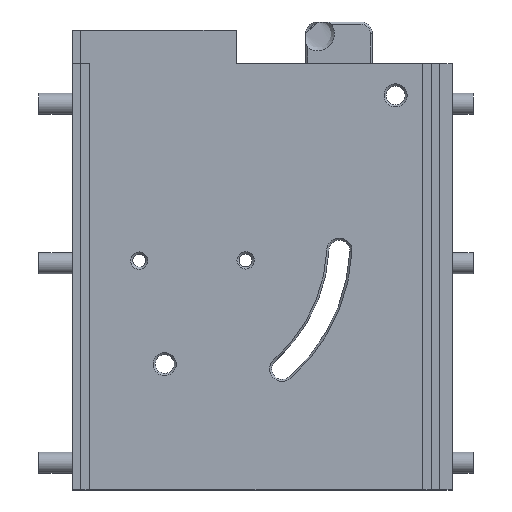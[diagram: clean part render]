
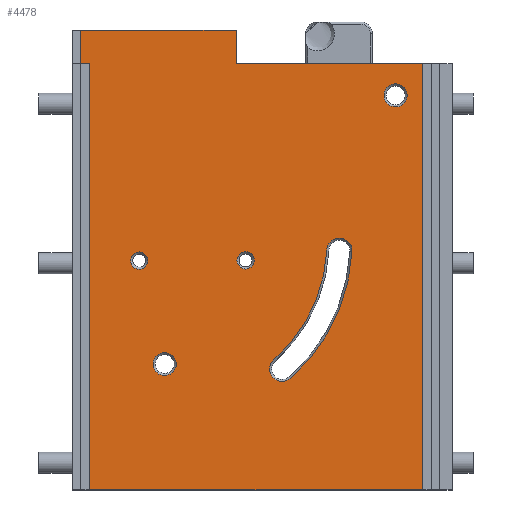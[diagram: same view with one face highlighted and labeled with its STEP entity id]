
A CAD part, top view. The second image highlights one B-rep face of the part: STEP entity #4478.
In plain terms, the highlighted planar face has unit normal (0, 0, 1).
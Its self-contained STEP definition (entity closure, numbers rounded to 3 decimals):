
#133=FACE_BOUND('',#760,.T.);
#134=FACE_BOUND('',#761,.T.);
#135=FACE_BOUND('',#762,.T.);
#136=FACE_BOUND('',#763,.T.);
#137=FACE_BOUND('',#764,.T.);
#225=CIRCLE('',#4811,2.75);
#228=CIRCLE('',#4815,2.05);
#229=CIRCLE('',#4816,2.75);
#230=CIRCLE('',#4817,37.);
#231=CIRCLE('',#4818,3.);
#232=CIRCLE('',#4819,43.);
#233=CIRCLE('',#4820,3.);
#234=CIRCLE('',#4821,2.05);
#474=FACE_OUTER_BOUND('',#759,.T.);
#759=EDGE_LOOP('',(#3354,#3355,#3356,#3357,#3358,#3359,#3360,#3361));
#760=EDGE_LOOP('',(#3362));
#761=EDGE_LOOP('',(#3363));
#762=EDGE_LOOP('',(#3364,#3365,#3366,#3367));
#763=EDGE_LOOP('',(#3368));
#764=EDGE_LOOP('',(#3369));
#1132=LINE('',#6849,#1590);
#1142=LINE('',#6875,#1600);
#1143=LINE('',#6877,#1601);
#1144=LINE('',#6879,#1602);
#1145=LINE('',#6881,#1603);
#1146=LINE('',#6883,#1604);
#1147=LINE('',#6885,#1605);
#1148=LINE('',#6886,#1606);
#1590=VECTOR('',#5509,10.);
#1600=VECTOR('',#5535,10.);
#1601=VECTOR('',#5536,10.);
#1602=VECTOR('',#5537,10.);
#1603=VECTOR('',#5538,10.);
#1604=VECTOR('',#5539,10.);
#1605=VECTOR('',#5540,10.);
#1606=VECTOR('',#5541,10.);
#2030=VERTEX_POINT('',#6846);
#2031=VERTEX_POINT('',#6848);
#2036=VERTEX_POINT('',#6866);
#2039=VERTEX_POINT('',#6874);
#2040=VERTEX_POINT('',#6876);
#2041=VERTEX_POINT('',#6878);
#2042=VERTEX_POINT('',#6880);
#2043=VERTEX_POINT('',#6882);
#2044=VERTEX_POINT('',#6884);
#2045=VERTEX_POINT('',#6887);
#2046=VERTEX_POINT('',#6889);
#2047=VERTEX_POINT('',#6891);
#2048=VERTEX_POINT('',#6892);
#2049=VERTEX_POINT('',#6894);
#2050=VERTEX_POINT('',#6896);
#2051=VERTEX_POINT('',#6899);
#2505=EDGE_CURVE('',#2031,#2030,#1132,.T.);
#2514=EDGE_CURVE('',#2036,#2036,#225,.T.);
#2518=EDGE_CURVE('',#2039,#2031,#1142,.T.);
#2519=EDGE_CURVE('',#2030,#2040,#1143,.T.);
#2520=EDGE_CURVE('',#2040,#2041,#1144,.T.);
#2521=EDGE_CURVE('',#2041,#2042,#1145,.T.);
#2522=EDGE_CURVE('',#2043,#2042,#1146,.T.);
#2523=EDGE_CURVE('',#2044,#2043,#1147,.T.);
#2524=EDGE_CURVE('',#2044,#2039,#1148,.T.);
#2525=EDGE_CURVE('',#2045,#2045,#228,.T.);
#2526=EDGE_CURVE('',#2046,#2046,#229,.T.);
#2527=EDGE_CURVE('',#2047,#2048,#230,.T.);
#2528=EDGE_CURVE('',#2049,#2047,#231,.T.);
#2529=EDGE_CURVE('',#2050,#2049,#232,.T.);
#2530=EDGE_CURVE('',#2048,#2050,#233,.T.);
#2531=EDGE_CURVE('',#2051,#2051,#234,.T.);
#3354=ORIENTED_EDGE('',*,*,#2518,.T.);
#3355=ORIENTED_EDGE('',*,*,#2505,.T.);
#3356=ORIENTED_EDGE('',*,*,#2519,.T.);
#3357=ORIENTED_EDGE('',*,*,#2520,.T.);
#3358=ORIENTED_EDGE('',*,*,#2521,.T.);
#3359=ORIENTED_EDGE('',*,*,#2522,.F.);
#3360=ORIENTED_EDGE('',*,*,#2523,.F.);
#3361=ORIENTED_EDGE('',*,*,#2524,.T.);
#3362=ORIENTED_EDGE('',*,*,#2525,.F.);
#3363=ORIENTED_EDGE('',*,*,#2526,.F.);
#3364=ORIENTED_EDGE('',*,*,#2527,.F.);
#3365=ORIENTED_EDGE('',*,*,#2528,.F.);
#3366=ORIENTED_EDGE('',*,*,#2529,.F.);
#3367=ORIENTED_EDGE('',*,*,#2530,.F.);
#3368=ORIENTED_EDGE('',*,*,#2531,.F.);
#3369=ORIENTED_EDGE('',*,*,#2514,.F.);
#4294=PLANE('',#4814);
#4478=ADVANCED_FACE('',(#474,#133,#134,#135,#136,#137),#4294,.T.);
#4811=AXIS2_PLACEMENT_3D('',#6867,#5526,#5527);
#4814=AXIS2_PLACEMENT_3D('',#6873,#5533,#5534);
#4815=AXIS2_PLACEMENT_3D('',#6888,#5542,#5543);
#4816=AXIS2_PLACEMENT_3D('',#6890,#5544,#5545);
#4817=AXIS2_PLACEMENT_3D('',#6893,#5546,#5547);
#4818=AXIS2_PLACEMENT_3D('',#6895,#5548,#5549);
#4819=AXIS2_PLACEMENT_3D('',#6897,#5550,#5551);
#4820=AXIS2_PLACEMENT_3D('',#6898,#5552,#5553);
#4821=AXIS2_PLACEMENT_3D('',#6900,#5554,#5555);
#5509=DIRECTION('',(1.,0.,0.));
#5526=DIRECTION('center_axis',(0.,0.,1.));
#5527=DIRECTION('ref_axis',(-1.,0.,0.));
#5533=DIRECTION('center_axis',(0.,0.,1.));
#5534=DIRECTION('ref_axis',(1.,0.,0.));
#5535=DIRECTION('',(0.,-1.,0.));
#5536=DIRECTION('',(0.,1.,0.));
#5537=DIRECTION('',(-1.,0.,0.));
#5538=DIRECTION('',(0.,1.,0.));
#5539=DIRECTION('',(1.,0.,0.));
#5540=DIRECTION('',(0.,1.,0.));
#5541=DIRECTION('',(1.,0.,0.));
#5542=DIRECTION('center_axis',(0.,0.,1.));
#5543=DIRECTION('ref_axis',(-1.,0.,0.));
#5544=DIRECTION('center_axis',(0.,0.,1.));
#5545=DIRECTION('ref_axis',(-1.,0.,0.));
#5546=DIRECTION('center_axis',(0.,0.,-1.));
#5547=DIRECTION('ref_axis',(0.658,-0.753,0.));
#5548=DIRECTION('center_axis',(0.,0.,1.));
#5549=DIRECTION('ref_axis',(0.999,-0.049,0.));
#5550=DIRECTION('center_axis',(0.,0.,1.));
#5551=DIRECTION('ref_axis',(0.658,-0.753,0.));
#5552=DIRECTION('center_axis',(0.,0.,1.));
#5553=DIRECTION('ref_axis',(-0.658,0.753,0.));
#5554=DIRECTION('center_axis',(0.,0.,1.));
#5555=DIRECTION('ref_axis',(-1.,0.,0.));
#6846=CARTESIAN_POINT('',(203.4,0.,7.));
#6848=CARTESIAN_POINT('',(124.1,0.,7.));
#6849=CARTESIAN_POINT('',(122.,0.,7.));
#6866=CARTESIAN_POINT('',(144.75,30.,7.));
#6867=CARTESIAN_POINT('Origin',(142.,30.,7.));
#6873=CARTESIAN_POINT('Origin',(163.75,50.75,7.));
#6874=CARTESIAN_POINT('',(124.1,101.6,7.));
#6875=CARTESIAN_POINT('',(124.1,50.75,7.));
#6876=CARTESIAN_POINT('',(203.4,101.5,7.));
#6877=CARTESIAN_POINT('',(203.4,25.375,7.));
#6878=CARTESIAN_POINT('',(159.,101.5,7.));
#6879=CARTESIAN_POINT('',(205.5,101.5,7.));
#6880=CARTESIAN_POINT('',(159.,109.5,7.));
#6881=CARTESIAN_POINT('',(159.,101.5,7.));
#6882=CARTESIAN_POINT('',(122.,109.5,7.));
#6883=CARTESIAN_POINT('',(122.,109.5,7.));
#6884=CARTESIAN_POINT('',(122.,101.6,7.));
#6885=CARTESIAN_POINT('',(122.,101.5,7.));
#6886=CARTESIAN_POINT('',(143.875,101.6,7.));
#6887=CARTESIAN_POINT('',(137.98,54.643,7.));
#6888=CARTESIAN_POINT('Origin',(135.93,54.643,7.));
#6889=CARTESIAN_POINT('',(199.75,94.,7.));
#6890=CARTESIAN_POINT('Origin',(197.,94.,7.));
#6891=CARTESIAN_POINT('',(180.628,57.147,7.));
#6892=CARTESIAN_POINT('',(168.021,31.096,7.));
#6893=CARTESIAN_POINT('Origin',(143.672,58.955,7.));
#6894=CARTESIAN_POINT('',(186.621,56.853,7.));
#6895=CARTESIAN_POINT('Origin',(183.624,57.,7.));
#6896=CARTESIAN_POINT('',(171.97,26.579,7.));
#6897=CARTESIAN_POINT('Origin',(143.672,58.955,7.));
#6898=CARTESIAN_POINT('Origin',(169.995,28.837,7.));
#6899=CARTESIAN_POINT('',(163.321,54.678,7.));
#6900=CARTESIAN_POINT('Origin',(161.271,54.678,7.));
